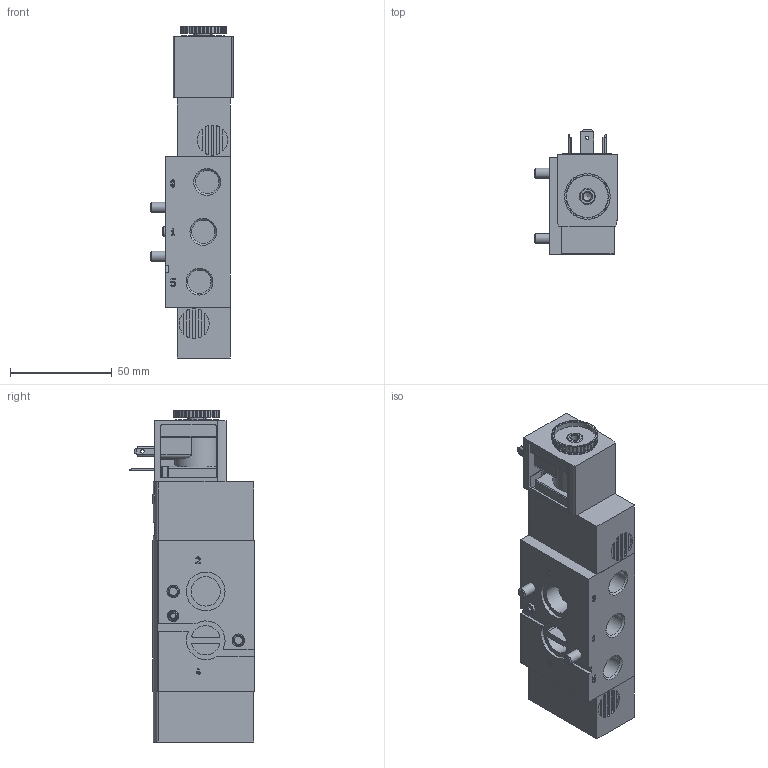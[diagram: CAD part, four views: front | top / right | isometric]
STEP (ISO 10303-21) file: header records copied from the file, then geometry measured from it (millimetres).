
FILE_DESCRIPTION(/* description */ ('STEP AP214'),/* implementation_level */ '2;1');
FILE_NAME(/* name */ '8074945_VSNC-FC-M52-MD-G14-F8-1A1',/* time_stamp */ '2024-09-17T04:37:27+02:00',/* author */ ('License CC BY-ND 4.0'),/* organization */ ('CADENAS'),/* preprocessor_version */ 'ST-DEVELOPER v19.3',/* originating_system */ 'PARTsolutions',/* authorisation */ ' ');
FILE_SCHEMA (('AUTOMOTIVE_DESIGN {1 0 10303 214 3 1 1}'));
Length unit declared in the file: millimetre
Products named in the file (6): 8074945 VSNC-FC-M52-MD-G14-F8-1A1; 8026033 VSNC-FC-M52-MD-G14-F8-1A1---(geh); DIN-913 - M5x10; DIN-912 - M5x33.5(F); 8030822 VACF-A; 2250558 VACF-A
Assembly tree (6 placements, depth 2):
  8074945 VSNC-FC-M52-MD-G14-F8-1A1
    8026033 VSNC-FC-M52-MD-G14-F8-1A1---(geh)
    DIN-913 - M5x10
    DIN-912 - M5x33.5(F)  x2
    8030822 VACF-A
    2250558 VACF-A
Bounding box: 40.6 x 61.1 x 163.15 mm (x, y, z)
Volume: 200078.6 mm3; surface area: 41003.2 mm2
Topology: 6 solids, 6 shells, 701 faces, 1732 edges, 1120 vertices
Faces by surface type: plane 408, cylinder 220, cone 43, torus 30
Full cylindrical faces by diameter (mm): 1.65 x3, 1.75 x16, 2.459 x1, 3.3 x1, 4.134 x1, 5 x4, 5.5 x2, 7.1 x1, 7.188 x1, 8 x3, 8.15 x1, 8.2 x1, 8.5 x2, 10 x4, 11.445 x3, 14.4 x1, 15.6 x2, 19 x1, 20.5 x1, 21 x1
Entity records: 23056 total; most frequent: CARTESIAN_POINT 3480, DIRECTION 3414, ORIENTED_EDGE 3166, EDGE_CURVE 1583, AXIS2_PLACEMENT_3D 1188, VERTEX_POINT 1088, LINE 1038, VECTOR 1038
